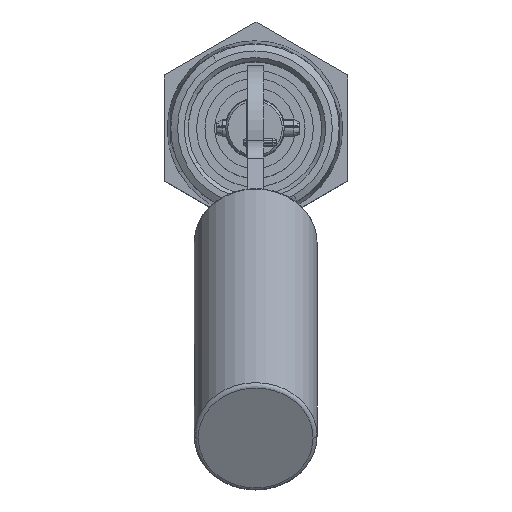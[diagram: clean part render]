
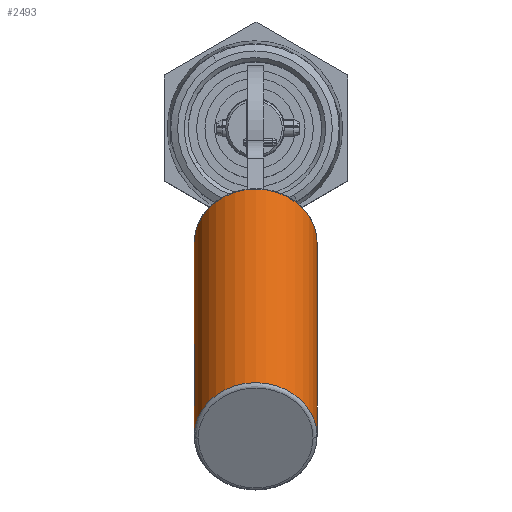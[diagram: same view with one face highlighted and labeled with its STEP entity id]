
A CAD part, top view. The second image highlights one B-rep face of the part: STEP entity #2493.
In plain terms, the highlighted cylindrical face has radius 11.684 mm (diameter 23.368 mm), a partial arc.
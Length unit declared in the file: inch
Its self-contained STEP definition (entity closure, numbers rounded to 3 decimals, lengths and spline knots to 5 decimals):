
#328 = LINE ( 'NONE', #11843, #9672 ) ;
#744 = AXIS2_PLACEMENT_3D ( 'NONE', #1149, #2135, #5145 ) ;
#822 = EDGE_CURVE ( 'NONE', #12270, #2007, #6371, .T. ) ;
#1143 = DIRECTION ( 'NONE',  ( 0., 0.495, -0.869 ) ) ;
#1149 = CARTESIAN_POINT ( 'NONE',  ( 0.005, -2.31355, 6.58743 ) ) ;
#1633 = EDGE_CURVE ( 'NONE', #6063, #12270, #2598, .T. ) ;
#2007 = VERTEX_POINT ( 'NONE', #3277 ) ;
#2135 = DIRECTION ( 'NONE',  ( 0., 0.495, -0.869 ) ) ;
#2164 = ORIENTED_EDGE ( 'NONE', *, *, #1633, .T. ) ;
#2493 = ADVANCED_FACE ( 'NONE', ( #3978 ), #12215, .T. ) ;
#2598 = LINE ( 'NONE', #3539, #12341 ) ;
#2923 = ORIENTED_EDGE ( 'NONE', *, *, #822, .T. ) ;
#3121 = DIRECTION ( 'NONE',  ( 1., 0., 0. ) ) ;
#3277 = CARTESIAN_POINT ( 'NONE',  ( -0.455, -0.85916, 4.03236 ) ) ;
#3539 = CARTESIAN_POINT ( 'NONE',  ( 0.465, -2.3284, 6.6135 ) ) ;
#3570 = CARTESIAN_POINT ( 'NONE',  ( 0.005, -2.3284, 6.6135 ) ) ;
#3978 = FACE_OUTER_BOUND ( 'NONE', #4031, .T. ) ;
#4031 = EDGE_LOOP ( 'NONE', ( #7892, #8859, #2164, #2923 ) ) ;
#4295 = DIRECTION ( 'NONE',  ( 0., 0.495, -0.869 ) ) ;
#4519 = DIRECTION ( 'NONE',  ( 0., 0.495, -0.869 ) ) ;
#4578 = DIRECTION ( 'NONE',  ( 1., 0., 0. ) ) ;
#5145 = DIRECTION ( 'NONE',  ( 1., 0., 0. ) ) ;
#5623 = EDGE_CURVE ( 'NONE', #11761, #2007, #328, .T. ) ;
#6063 = VERTEX_POINT ( 'NONE', #9757 ) ;
#6120 = CIRCLE ( 'NONE', #744, 0.46 ) ;
#6371 = CIRCLE ( 'NONE', #8557, 0.46 ) ;
#7623 = DIRECTION ( 'NONE',  ( 0., -0.495, 0.869 ) ) ;
#7773 = CARTESIAN_POINT ( 'NONE',  ( 0.465, -0.85916, 4.03236 ) ) ;
#7871 = CARTESIAN_POINT ( 'NONE',  ( 0.005, -0.85916, 4.03236 ) ) ;
#7892 = ORIENTED_EDGE ( 'NONE', *, *, #5623, .F. ) ;
#8557 = AXIS2_PLACEMENT_3D ( 'NONE', #7871, #7623, #3121 ) ;
#8859 = ORIENTED_EDGE ( 'NONE', *, *, #10146, .T. ) ;
#9672 = VECTOR ( 'NONE', #1143, 39.37008 ) ;
#9757 = CARTESIAN_POINT ( 'NONE',  ( 0.465, -2.31355, 6.58743 ) ) ;
#10146 = EDGE_CURVE ( 'NONE', #11761, #6063, #6120, .T. ) ;
#10440 = CARTESIAN_POINT ( 'NONE',  ( -0.455, -2.31355, 6.58743 ) ) ;
#11761 = VERTEX_POINT ( 'NONE', #10440 ) ;
#11843 = CARTESIAN_POINT ( 'NONE',  ( -0.455, -2.3284, 6.6135 ) ) ;
#12194 = AXIS2_PLACEMENT_3D ( 'NONE', #3570, #4519, #4578 ) ;
#12215 = CYLINDRICAL_SURFACE ( 'NONE', #12194, 0.46 ) ;
#12270 = VERTEX_POINT ( 'NONE', #7773 ) ;
#12341 = VECTOR ( 'NONE', #4295, 39.37008 ) ;
